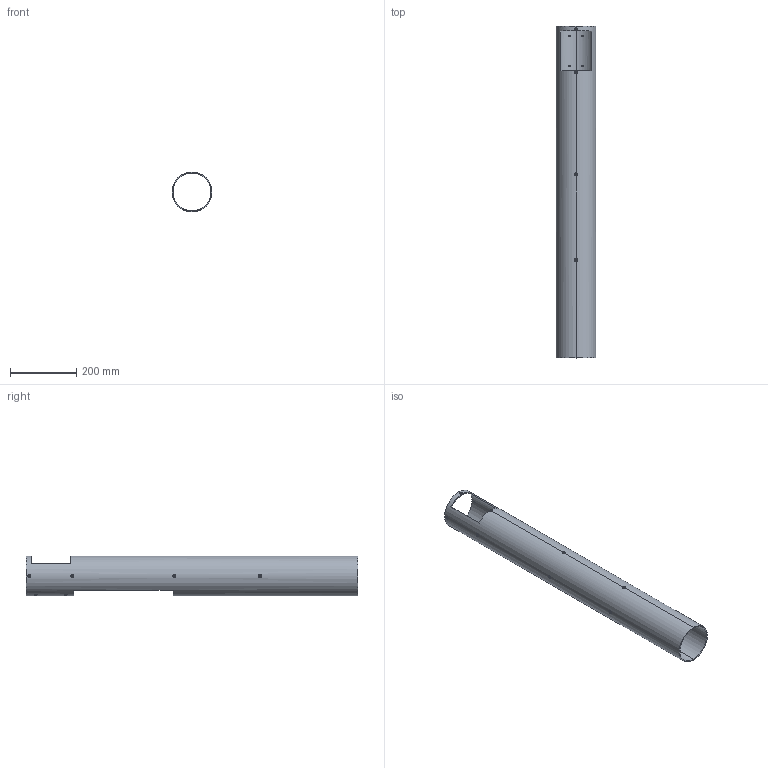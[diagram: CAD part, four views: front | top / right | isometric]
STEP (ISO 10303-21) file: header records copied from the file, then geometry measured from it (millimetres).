
FILE_DESCRIPTION (( 'STEP AP214' ), '1' );
FILE_NAME ('BodyTube.STEP', '2024-12-27T09:35:29', ( '' ), ( '' ), 'SwSTEP 2.0', 'SolidWorks 2024', '' );
FILE_SCHEMA (( 'AUTOMOTIVE_DESIGN' ));
Length unit declared in the file: millimetre
Products named in the file (1): BodyTube
Bounding box: 120 x 1000 x 120 mm (x, y, z)
Volume: 978958.1 mm3; surface area: 659916.5 mm2
Topology: 1 solids, 1 shells, 94 faces, 296 edges, 184 vertices
Faces by surface type: cylinder 44, cone 40, plane 10
Entity records: 5693 total; most frequent: CARTESIAN_POINT 3159, ORIENTED_EDGE 592, DIRECTION 435, EDGE_CURVE 296, VERTEX_POINT 184, AXIS2_PLACEMENT_3D 159, EDGE_LOOP 120, VECTOR 117
